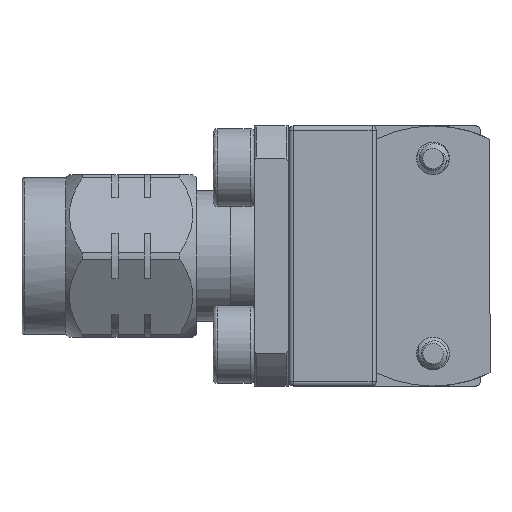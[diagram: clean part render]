
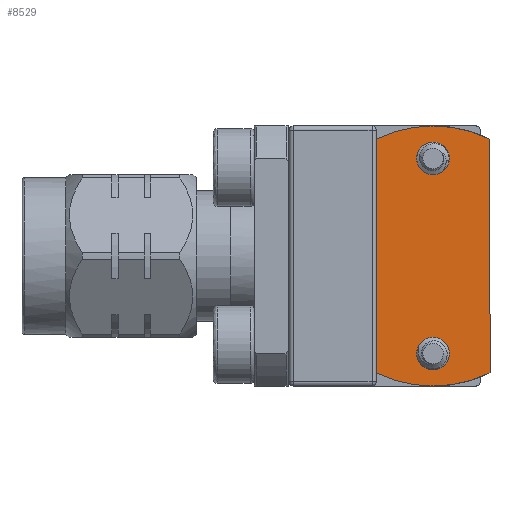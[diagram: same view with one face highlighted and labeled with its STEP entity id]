
A CAD part, front view. The second image highlights one B-rep face of the part: STEP entity #8529.
In plain terms, the highlighted planar face has unit normal (0, -1, 0).
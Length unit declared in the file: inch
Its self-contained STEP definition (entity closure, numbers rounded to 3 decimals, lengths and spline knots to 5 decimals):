
#92 = AXIS2_PLACEMENT_3D ( 'NONE', #17670, #9077, #3596 ) ;
#103 = VECTOR ( 'NONE', #17433, 39.37008 ) ;
#252 = CARTESIAN_POINT ( 'NONE',  ( 0.44278, -0.12181, -0.1876 ) ) ;
#509 = DIRECTION ( 'NONE',  ( 0., 0., -1. ) ) ;
#527 = LINE ( 'NONE', #3923, #7053 ) ;
#1273 = VERTEX_POINT ( 'NONE', #13491 ) ;
#1384 = VERTEX_POINT ( 'NONE', #15230 ) ;
#1621 = ORIENTED_EDGE ( 'NONE', *, *, #3423, .T. ) ;
#1846 = VERTEX_POINT ( 'NONE', #15669 ) ;
#1909 = CARTESIAN_POINT ( 'NONE',  ( 0.44278, -0.12181, -0.1561 ) ) ;
#2124 = EDGE_LOOP ( 'NONE', ( #1621 ) ) ;
#2161 = DIRECTION ( 'NONE',  ( 0., 1., 0. ) ) ;
#2361 = AXIS2_PLACEMENT_3D ( 'NONE', #10431, #2161, #16101 ) ;
#2542 = ORIENTED_EDGE ( 'NONE', *, *, #12335, .T. ) ;
#2953 = CARTESIAN_POINT ( 'NONE',  ( 0.33334, -0.12181, -0.22477 ) ) ;
#3105 = CARTESIAN_POINT ( 'NONE',  ( 0.44278, -0.12181, 0.1876 ) ) ;
#3115 = LINE ( 'NONE', #7839, #17920 ) ;
#3423 = EDGE_CURVE ( 'NONE', #6084, #6084, #11827, .T. ) ;
#3596 = DIRECTION ( 'NONE',  ( 0., 0., 1. ) ) ;
#3776 = CARTESIAN_POINT ( 'NONE',  ( 0.33334, -0.12181, 0.22477 ) ) ;
#3799 = LINE ( 'NONE', #16036, #103 ) ;
#3923 = CARTESIAN_POINT ( 'NONE',  ( 0.33334, -0.12181, 0.31432 ) ) ;
#4222 = FACE_BOUND ( 'NONE', #2124, .T. ) ;
#4476 = ORIENTED_EDGE ( 'NONE', *, *, #10507, .T. ) ;
#5052 = EDGE_LOOP ( 'NONE', ( #15968, #12323, #8249, #11918, #15348, #12128, #2542, #14526 ) ) ;
#5143 = DIRECTION ( 'NONE',  ( 0., 0., -1. ) ) ;
#6031 = CARTESIAN_POINT ( 'NONE',  ( 0.44278, -0.12181, 0. ) ) ;
#6050 = VERTEX_POINT ( 'NONE', #16531 ) ;
#6084 = VERTEX_POINT ( 'NONE', #1909 ) ;
#6427 = CARTESIAN_POINT ( 'NONE',  ( 0.33334, -0.12181, 0.22477 ) ) ;
#6480 = DIRECTION ( 'NONE',  ( 0., 0., -1. ) ) ;
#7053 = VECTOR ( 'NONE', #14906, 39.37008 ) ;
#7839 = CARTESIAN_POINT ( 'NONE',  ( 0.33334, -0.12181, 0. ) ) ;
#8249 = ORIENTED_EDGE ( 'NONE', *, *, #12226, .F. ) ;
#8488 = DIRECTION ( 'NONE',  ( 0., 1., 0. ) ) ;
#8529 = ADVANCED_FACE ( 'NONE', ( #4222, #12252, #11816 ), #17185, .T. ) ;
#8531 = EDGE_LOOP ( 'NONE', ( #4476 ) ) ;
#9077 = DIRECTION ( 'NONE',  ( 0., 1., 0. ) ) ;
#9609 = EDGE_CURVE ( 'NONE', #13179, #1384, #3799, .T. ) ;
#9845 = LINE ( 'NONE', #13060, #15942 ) ;
#9993 = VECTOR ( 'NONE', #5143, 39.37008 ) ;
#10045 = EDGE_CURVE ( 'NONE', #13787, #1846, #527, .T. ) ;
#10051 = DIRECTION ( 'NONE',  ( 0., 1., 0. ) ) ;
#10060 = CIRCLE ( 'NONE', #2361, 0.25 ) ;
#10431 = CARTESIAN_POINT ( 'NONE',  ( 0.44278, -0.12181, 0. ) ) ;
#10507 = EDGE_CURVE ( 'NONE', #16332, #16332, #15527, .T. ) ;
#11465 = EDGE_CURVE ( 'NONE', #15171, #6050, #3115, .T. ) ;
#11512 = CIRCLE ( 'NONE', #92, 0.25 ) ;
#11737 = DIRECTION ( 'NONE',  ( 0., -1., 0. ) ) ;
#11816 = FACE_BOUND ( 'NONE', #8531, .T. ) ;
#11821 = CARTESIAN_POINT ( 'NONE',  ( 0.33334, -0.12181, 0. ) ) ;
#11827 = CIRCLE ( 'NONE', #15421, 0.0315 ) ;
#11918 = ORIENTED_EDGE ( 'NONE', *, *, #11465, .T. ) ;
#11964 = AXIS2_PLACEMENT_3D ( 'NONE', #6031, #11737, #509 ) ;
#12046 = EDGE_CURVE ( 'NONE', #1273, #14280, #9845, .T. ) ;
#12128 = ORIENTED_EDGE ( 'NONE', *, *, #10045, .F. ) ;
#12226 = EDGE_CURVE ( 'NONE', #15171, #1384, #10060, .T. ) ;
#12252 = FACE_OUTER_BOUND ( 'NONE', #5052, .T. ) ;
#12323 = ORIENTED_EDGE ( 'NONE', *, *, #9609, .T. ) ;
#12335 = EDGE_CURVE ( 'NONE', #13787, #1273, #16824, .T. ) ;
#13060 = CARTESIAN_POINT ( 'NONE',  ( 0.33334, -0.12181, 0. ) ) ;
#13179 = VERTEX_POINT ( 'NONE', #17451 ) ;
#13491 = CARTESIAN_POINT ( 'NONE',  ( 0.33334, -0.12181, -0.20243 ) ) ;
#13626 = AXIS2_PLACEMENT_3D ( 'NONE', #3105, #8488, #15429 ) ;
#13671 = LINE ( 'NONE', #6427, #9993 ) ;
#13787 = VERTEX_POINT ( 'NONE', #15539 ) ;
#14280 = VERTEX_POINT ( 'NONE', #2953 ) ;
#14392 = DIRECTION ( 'NONE',  ( 0., 0., -1. ) ) ;
#14526 = ORIENTED_EDGE ( 'NONE', *, *, #12046, .T. ) ;
#14762 = DIRECTION ( 'NONE',  ( 0., 0., -1. ) ) ;
#14859 = EDGE_CURVE ( 'NONE', #13179, #14280, #11512, .T. ) ;
#14906 = DIRECTION ( 'NONE',  ( 0., 0., 1. ) ) ;
#15171 = VERTEX_POINT ( 'NONE', #3776 ) ;
#15230 = CARTESIAN_POINT ( 'NONE',  ( 0.55223, -0.12181, 0.22477 ) ) ;
#15348 = ORIENTED_EDGE ( 'NONE', *, *, #16059, .T. ) ;
#15421 = AXIS2_PLACEMENT_3D ( 'NONE', #252, #10051, #16756 ) ;
#15429 = DIRECTION ( 'NONE',  ( 0., 0., 1. ) ) ;
#15527 = CIRCLE ( 'NONE', #13626, 0.0315 ) ;
#15539 = CARTESIAN_POINT ( 'NONE',  ( 0.33334, -0.12181, -0.13773 ) ) ;
#15669 = CARTESIAN_POINT ( 'NONE',  ( 0.33334, -0.12181, 0.13773 ) ) ;
#15834 = CARTESIAN_POINT ( 'NONE',  ( 0.44278, -0.12181, 0.21909 ) ) ;
#15942 = VECTOR ( 'NONE', #14392, 39.37008 ) ;
#15968 = ORIENTED_EDGE ( 'NONE', *, *, #14859, .F. ) ;
#16036 = CARTESIAN_POINT ( 'NONE',  ( 0.55223, -0.12181, 0. ) ) ;
#16059 = EDGE_CURVE ( 'NONE', #6050, #1846, #13671, .T. ) ;
#16101 = DIRECTION ( 'NONE',  ( 0., 0., 1. ) ) ;
#16332 = VERTEX_POINT ( 'NONE', #15834 ) ;
#16531 = CARTESIAN_POINT ( 'NONE',  ( 0.33334, -0.12181, 0.20243 ) ) ;
#16756 = DIRECTION ( 'NONE',  ( 0., 0., 1. ) ) ;
#16824 = LINE ( 'NONE', #11821, #17031 ) ;
#17031 = VECTOR ( 'NONE', #6480, 39.37008 ) ;
#17185 = PLANE ( 'NONE',  #11964 ) ;
#17433 = DIRECTION ( 'NONE',  ( 0., 0., 1. ) ) ;
#17451 = CARTESIAN_POINT ( 'NONE',  ( 0.55223, -0.12181, -0.22477 ) ) ;
#17670 = CARTESIAN_POINT ( 'NONE',  ( 0.44278, -0.12181, 0. ) ) ;
#17920 = VECTOR ( 'NONE', #14762, 39.37008 ) ;
